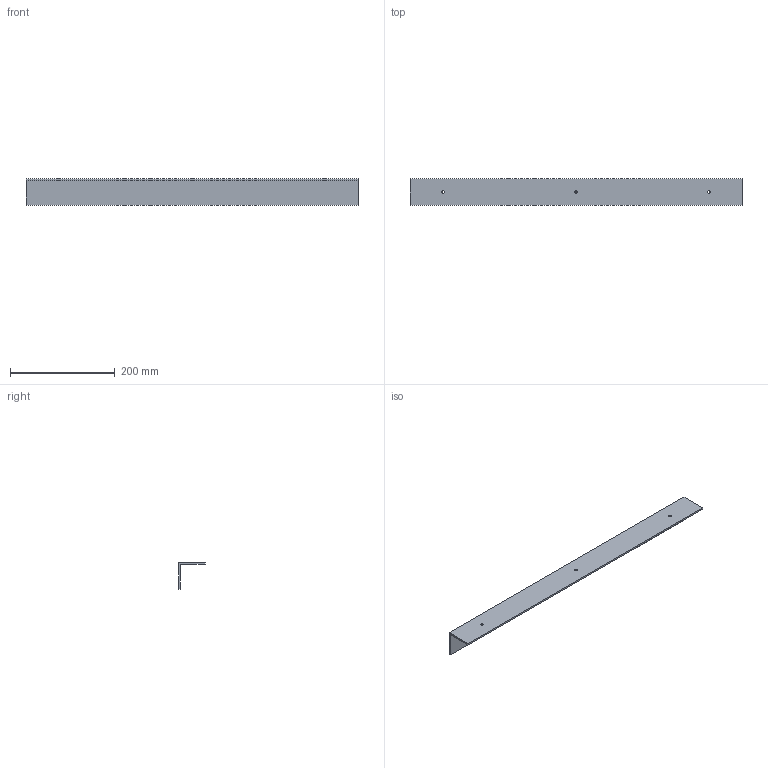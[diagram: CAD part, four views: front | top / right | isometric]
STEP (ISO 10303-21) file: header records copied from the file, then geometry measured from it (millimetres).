
FILE_DESCRIPTION(/* description */ (''),/* implementation_level */ '2;1');
FILE_NAME(/* name */ 'GE_17285_18.stp',/* time_stamp */ '2017-01-08T12:16:07-05:00',/* author */ ('jeff1'),/* organization */ (''),/* preprocessor_version */ 'ST-DEVELOPER v16.5',/* originating_system */ 'Autodesk Inventor 2017',/* authorisation */ '');
FILE_SCHEMA (('AUTOMOTIVE_DESIGN { 1 0 10303 214 3 1 1 }'));
Length unit declared in the file: inch
Products named in the file (1): GE_17285_18
Bounding box: 635 x 50.8 x 50.8 mm (x, y, z)
Volume: 198261 mm3; surface area: 129691.3 mm2
Topology: 1 solids, 1 shells, 11 faces, 27 edges, 18 vertices
Faces by surface type: plane 8, cylinder 3
Full cylindrical faces by diameter (mm): 4.851 x3
Entity records: 356 total; most frequent: DIRECTION 54, CARTESIAN_POINT 54, ORIENTED_EDGE 48, EDGE_CURVE 24, EDGE_LOOP 20, LINE 18, VECTOR 18, VERTEX_POINT 18
